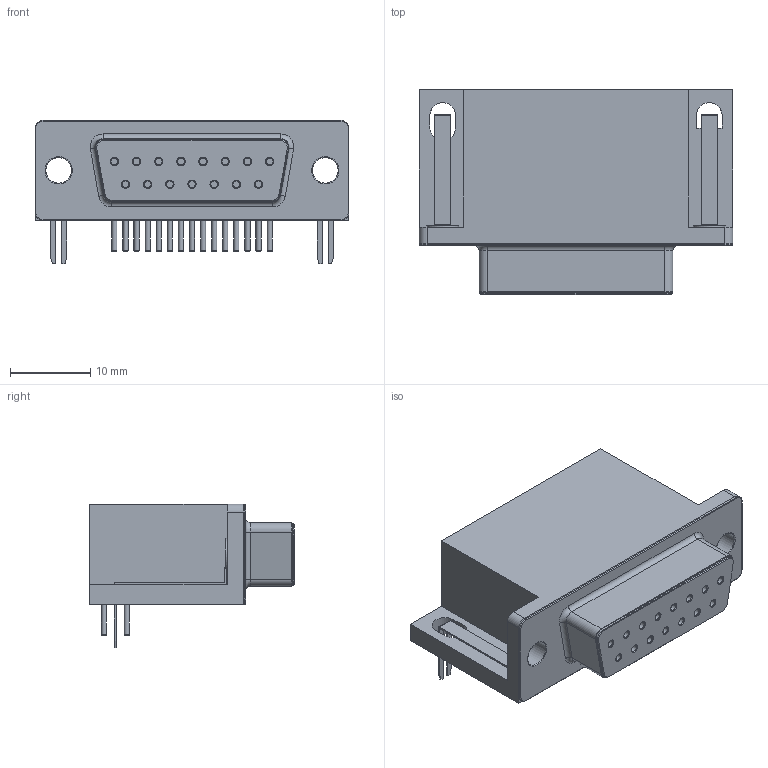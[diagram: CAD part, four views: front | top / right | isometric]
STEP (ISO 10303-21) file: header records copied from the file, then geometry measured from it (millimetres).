
FILE_DESCRIPTION(/* description */ ('model of DSUB-15_Female_Horizontal_P2.77x2.84mm_EdgePinOffset14.56mm_Housed_MountingHolesOffset15.98mm'),/* implementation_level */ '2;1');
FILE_NAME(/* name */ 'DSUB-15_Female_Horizontal_P2.77x2.84mm_EdgePinOffset14.56mm_Housed_MountingHolesOffset15.98mm.step',/* time_stamp */ '2020-01-10T18:01:53',/* author */ ('kicad StepUp','ksu'),/* organization */ ('FreeCAD'),/* preprocessor_version */ 'OCC',/* originating_system */ 'kicad StepUp',/* authorisation */ '');
FILE_SCHEMA(('AUTOMOTIVE_DESIGN { 1 0 10303 214 1 1 1 1 }'));
Length unit declared in the file: millimetre
Products named in the file (1): DSUB-15_Female_Horizontal_P2.77x2.84mm_EdgePinOffset14.56mm_Housed_
MountingHolesOffset15.98mm
Bounding box: 39.2 x 25.6 x 17.9 mm (x, y, z)
Volume: 8656.5 mm3; surface area: 4086.2 mm2
Topology: 1 solids, 1 shells, 209 faces, 494 edges, 304 vertices
Faces by surface type: plane 92, cylinder 65, torus 25, cone 23, revolution 4
Full cylindrical faces by diameter (mm): 0.64 x15, 0.853 x15, 3.2 x2, 4 x2
Entity records: 7858 total; most frequent: CARTESIAN_POINT 1338, DIRECTION 1107, ORIENTED_EDGE 988, EDGE_CURVE 494, AXIS2_PLACEMENT_3D 409, VERTEX_POINT 304, LINE 285, VECTOR 285
